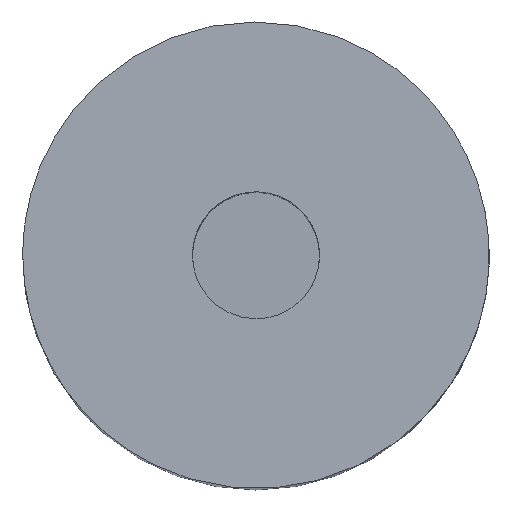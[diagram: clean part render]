
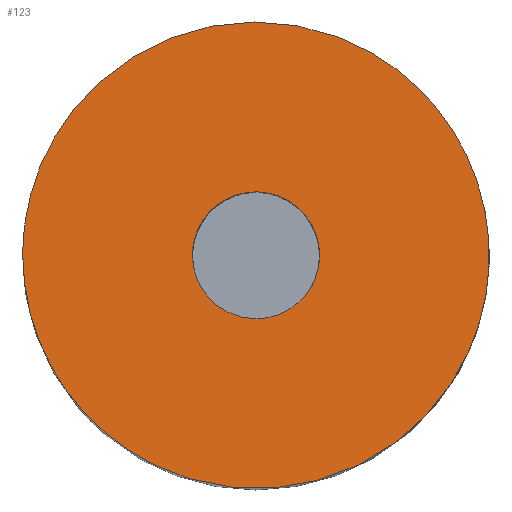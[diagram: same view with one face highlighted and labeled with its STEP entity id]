
A CAD part, top view. The second image highlights one B-rep face of the part: STEP entity #123.
In plain terms, the highlighted planar face has unit normal (0.708, 0, 0.706).
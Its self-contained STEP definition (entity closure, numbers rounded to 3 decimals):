
#15=FACE_BOUND('',#42,.T.);
#25=PLANE('',#151);
#32=FACE_OUTER_BOUND('',#41,.T.);
#41=EDGE_LOOP('',(#98));
#42=EDGE_LOOP('',(#99));
#60=ELLIPSE('',#142,6.727,4.75);
#61=ELLIPSE('',#152,24.713,17.45);
#62=VERTEX_POINT('',#194);
#69=VERTEX_POINT('',#249);
#72=EDGE_CURVE('',#62,#62,#60,.T.);
#81=EDGE_CURVE('',#69,#69,#61,.T.);
#98=ORIENTED_EDGE('',*,*,#81,.T.);
#99=ORIENTED_EDGE('',*,*,#72,.T.);
#123=ADVANCED_FACE('',(#32,#15),#25,.T.);
#142=AXIS2_PLACEMENT_3D('',#195,#160,#161);
#151=AXIS2_PLACEMENT_3D('',#248,#180,#181);
#152=AXIS2_PLACEMENT_3D('',#250,#182,#183);
#160=DIRECTION('center_axis',(-0.708,0.,-0.706));
#161=DIRECTION('ref_axis',(0.706,0.,-0.708));
#180=DIRECTION('center_axis',(0.708,0.,0.706));
#181=DIRECTION('ref_axis',(-0.706,0.,0.708));
#182=DIRECTION('center_axis',(0.708,0.,0.706));
#183=DIRECTION('ref_axis',(0.706,0.,-0.708));
#194=CARTESIAN_POINT('',(0.,-4.75,63.5));
#195=CARTESIAN_POINT('Origin',(0.,0.,
63.5));
#248=CARTESIAN_POINT('Origin',(17.45,-17.45,46.));
#249=CARTESIAN_POINT('',(-17.45,0.,81.));
#250=CARTESIAN_POINT('Origin',(0.,0.,63.5));
